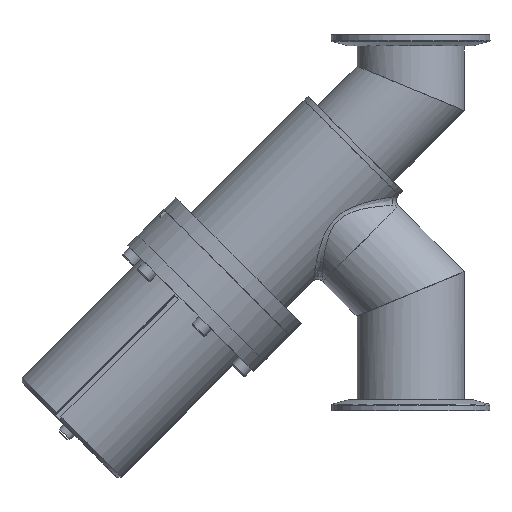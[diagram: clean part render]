
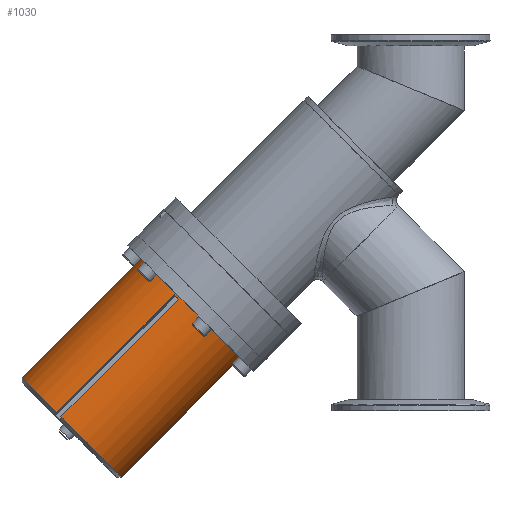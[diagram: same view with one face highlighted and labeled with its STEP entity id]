
A CAD part, left-side view. The second image highlights one B-rep face of the part: STEP entity #1030.
In plain terms, the highlighted cylindrical face has radius 33.25 mm (diameter 66.5 mm), a full revolution.
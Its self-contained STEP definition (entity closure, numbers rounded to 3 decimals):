
#48=LINE('',#1929,#94);
#51=LINE('',#1959,#97);
#68=LINE('',#2020,#114);
#69=LINE('',#2022,#115);
#94=VECTOR('',#1397,78.68);
#97=VECTOR('',#1410,38.48);
#114=VECTOR('',#1445,38.48);
#115=VECTOR('',#1448,78.68);
#151=FACE_BOUND('',#383,.T.);
#192=CIRCLE('',#1169,33.25);
#193=CIRCLE('',#1174,33.25);
#196=CIRCLE('',#1181,33.25);
#197=CIRCLE('',#1187,33.25);
#198=CIRCLE('',#1188,33.25);
#232=CYLINDRICAL_SURFACE('',#1186,33.25);
#290=FACE_OUTER_BOUND('',#382,.T.);
#382=EDGE_LOOP('',(#800,#801,#802,#803,#804,#805,#806,#807));
#383=EDGE_LOOP('',(#808));
#472=VERTEX_POINT('',#1905);
#473=VERTEX_POINT('',#1907);
#480=VERTEX_POINT('',#1924);
#483=VERTEX_POINT('',#1942);
#487=VERTEX_POINT('',#1958);
#499=VERTEX_POINT('',#1993);
#500=VERTEX_POINT('',#1997);
#504=VERTEX_POINT('',#2018);
#505=VERTEX_POINT('',#2024);
#578=EDGE_CURVE('',#473,#472,#192,.T.);
#588=EDGE_CURVE('',#480,#473,#48,.T.);
#593=EDGE_CURVE('',#480,#483,#193,.T.);
#598=EDGE_CURVE('',#487,#483,#51,.T.);
#613=EDGE_CURVE('',#499,#500,#196,.T.);
#623=EDGE_CURVE('',#499,#504,#68,.T.);
#624=EDGE_CURVE('',#472,#500,#69,.T.);
#625=EDGE_CURVE('',#504,#487,#197,.T.);
#626=EDGE_CURVE('',#505,#505,#198,.T.);
#800=ORIENTED_EDGE('',*,*,#588,.T.);
#801=ORIENTED_EDGE('',*,*,#578,.T.);
#802=ORIENTED_EDGE('',*,*,#624,.T.);
#803=ORIENTED_EDGE('',*,*,#613,.F.);
#804=ORIENTED_EDGE('',*,*,#623,.T.);
#805=ORIENTED_EDGE('',*,*,#625,.T.);
#806=ORIENTED_EDGE('',*,*,#598,.T.);
#807=ORIENTED_EDGE('',*,*,#593,.F.);
#808=ORIENTED_EDGE('',*,*,#626,.T.);
#1030=ADVANCED_FACE('',(#290,#151),#232,.T.);
#1169=AXIS2_PLACEMENT_3D('',#1908,#1383,#1384);
#1174=AXIS2_PLACEMENT_3D('',#1943,#1404,#1405);
#1181=AXIS2_PLACEMENT_3D('',#1998,#1428,#1429);
#1186=AXIS2_PLACEMENT_3D('',#2021,#1446,#1447);
#1187=AXIS2_PLACEMENT_3D('',#2023,#1449,#1450);
#1188=AXIS2_PLACEMENT_3D('',#2025,#1451,#1452);
#1383=DIRECTION('center_axis',(0.,-0.707,
0.707));
#1384=DIRECTION('ref_axis',(-0.966,0.183,0.183));
#1397=DIRECTION('',(0.,-0.707,0.707));
#1404=DIRECTION('center_axis',(0.,0.707,-0.707));
#1405=DIRECTION('ref_axis',(0.966,-0.183,-0.183));
#1410=DIRECTION('',(0.,0.707,-0.707));
#1428=DIRECTION('center_axis',(0.,0.707,-0.707));
#1429=DIRECTION('ref_axis',(0.966,-0.183,-0.183));
#1445=DIRECTION('',(0.,-0.707,0.707));
#1446=DIRECTION('center_axis',(0.,0.707,-0.707));
#1447=DIRECTION('ref_axis',(-0.966,0.183,0.183));
#1448=DIRECTION('',(0.,0.707,-0.707));
#1449=DIRECTION('center_axis',(0.,-0.707,
0.707));
#1450=DIRECTION('ref_axis',(-0.966,0.183,0.183));
#1451=DIRECTION('center_axis',(0.,0.707,-0.707));
#1452=DIRECTION('ref_axis',(0.259,0.683,0.683));
#1905=CARTESIAN_POINT('',(-32.478,109.804,-58.627));
#1907=CARTESIAN_POINT('',(-31.689,111.888,-56.544));
#1908=CARTESIAN_POINT('Origin',(0.,104.767,
-63.664));
#1924=CARTESIAN_POINT('',(-31.689,167.521,-112.181));
#1929=CARTESIAN_POINT('',(-31.689,139.888,-84.546));
#1942=CARTESIAN_POINT('',(32.478,155.363,-124.338));
#1943=CARTESIAN_POINT('Origin',(0.,160.4,-119.301));
#1958=CARTESIAN_POINT('',(32.478,128.154,-97.128));
#1959=CARTESIAN_POINT('',(32.478,127.73,-96.704));
#1993=CARTESIAN_POINT('',(31.689,153.28,-126.421));
#1997=CARTESIAN_POINT('',(-32.478,165.438,-114.264));
#1998=CARTESIAN_POINT('Origin',(0.,160.4,-119.301));
#2018=CARTESIAN_POINT('',(31.689,126.071,-99.211));
#2020=CARTESIAN_POINT('',(31.689,125.647,-98.787));
#2021=CARTESIAN_POINT('Origin',(0.,132.767,
-91.667));
#2022=CARTESIAN_POINT('',(-32.478,137.805,-86.63));
#2023=CARTESIAN_POINT('Origin',(0.,133.192,
-92.091));
#2024=CARTESIAN_POINT('',(-32.117,110.145,-56.872));
#2025=CARTESIAN_POINT('Origin',(0.,104.06,-62.957));
